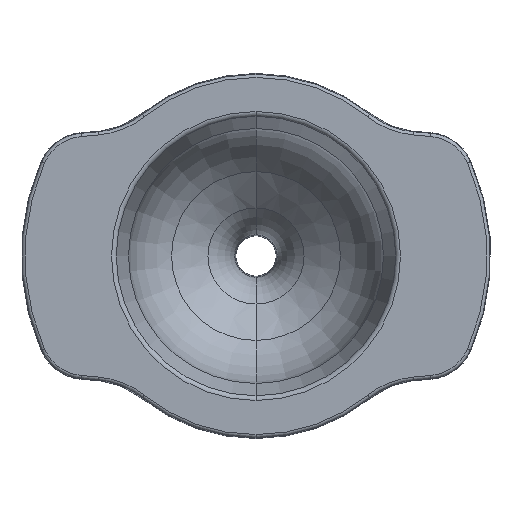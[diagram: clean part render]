
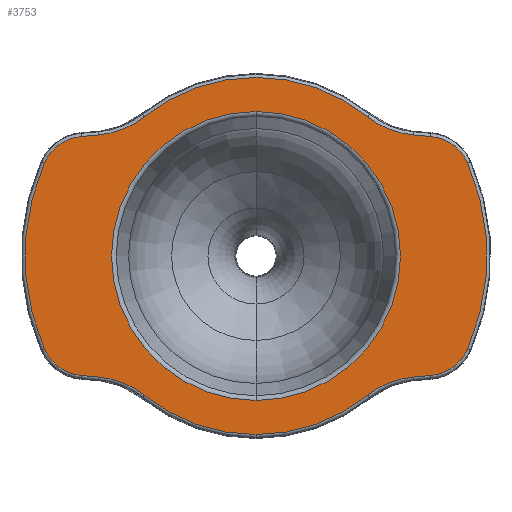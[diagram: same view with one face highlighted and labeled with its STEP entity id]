
A CAD part, left-side view. The second image highlights one B-rep face of the part: STEP entity #3753.
In plain terms, the highlighted planar face has unit normal (-1, 0, 0).
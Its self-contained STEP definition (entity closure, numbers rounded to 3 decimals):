
#108=CIRCLE('',#3894,8.94);
#113=CIRCLE('',#3901,2.751);
#115=CIRCLE('',#3904,5.249);
#119=CIRCLE('',#3909,14.301);
#121=CIRCLE('',#3912,11.051);
#125=CIRCLE('',#3917,2.751);
#127=CIRCLE('',#3920,5.249);
#134=CIRCLE('',#3930,5.249);
#136=CIRCLE('',#3933,2.751);
#141=CIRCLE('',#3939,11.051);
#143=CIRCLE('',#3942,14.301);
#147=CIRCLE('',#3947,5.249);
#149=CIRCLE('',#3950,2.751);
#263=CIRCLE('',#4153,11.051);
#264=CIRCLE('',#4154,8.94);
#539=LINE('',#7557,#793);
#542=LINE('',#7606,#796);
#543=LINE('',#7611,#797);
#545=LINE('',#7652,#799);
#793=VECTOR('',#4555,1000.);
#796=VECTOR('',#4614,1000.);
#797=VECTOR('',#4619,1000.);
#799=VECTOR('',#4673,1000.);
#1737=ORIENTED_EDGE('',*,*,#2265,.T.);
#1738=ORIENTED_EDGE('',*,*,#2260,.T.);
#1739=ORIENTED_EDGE('',*,*,#2267,.T.);
#1740=ORIENTED_EDGE('',*,*,#2273,.T.);
#1741=ORIENTED_EDGE('',*,*,#2536,.T.);
#1742=ORIENTED_EDGE('',*,*,#2279,.T.);
#1743=ORIENTED_EDGE('',*,*,#2286,.T.);
#1744=ORIENTED_EDGE('',*,*,#2292,.T.);
#1745=ORIENTED_EDGE('',*,*,#2299,.T.);
#1746=ORIENTED_EDGE('',*,*,#2305,.T.);
#1747=ORIENTED_EDGE('',*,*,#2307,.T.);
#1748=ORIENTED_EDGE('',*,*,#2303,.T.);
#1749=ORIENTED_EDGE('',*,*,#2297,.T.);
#1750=ORIENTED_EDGE('',*,*,#2290,.T.);
#1751=ORIENTED_EDGE('',*,*,#2284,.T.);
#1752=ORIENTED_EDGE('',*,*,#2277,.T.);
#1753=ORIENTED_EDGE('',*,*,#2271,.T.);
#1754=ORIENTED_EDGE('',*,*,#2537,.T.);
#1755=ORIENTED_EDGE('',*,*,#2258,.T.);
#2258=EDGE_CURVE('',#2738,#2740,#108,.T.);
#2260=EDGE_CURVE('',#2743,#2742,#539,.T.);
#2265=EDGE_CURVE('',#2745,#2743,#113,.T.);
#2267=EDGE_CURVE('',#2742,#2748,#115,.T.);
#2271=EDGE_CURVE('',#2749,#2745,#119,.T.);
#2273=EDGE_CURVE('',#2748,#2751,#121,.T.);
#2277=EDGE_CURVE('',#2753,#2749,#125,.T.);
#2279=EDGE_CURVE('',#2757,#2756,#127,.T.);
#2284=EDGE_CURVE('',#2759,#2753,#542,.T.);
#2286=EDGE_CURVE('',#2756,#2762,#543,.T.);
#2290=EDGE_CURVE('',#2763,#2759,#134,.T.);
#2292=EDGE_CURVE('',#2762,#2766,#136,.T.);
#2297=EDGE_CURVE('',#2767,#2763,#141,.T.);
#2299=EDGE_CURVE('',#2766,#2771,#143,.T.);
#2303=EDGE_CURVE('',#2772,#2767,#147,.T.);
#2305=EDGE_CURVE('',#2771,#2775,#149,.T.);
#2307=EDGE_CURVE('',#2775,#2772,#545,.T.);
#2536=EDGE_CURVE('',#2751,#2757,#263,.T.);
#2537=EDGE_CURVE('',#2740,#2738,#264,.T.);
#2738=VERTEX_POINT('',#7547);
#2740=VERTEX_POINT('',#7551);
#2742=VERTEX_POINT('',#7556);
#2743=VERTEX_POINT('',#7558);
#2745=VERTEX_POINT('',#7564);
#2748=VERTEX_POINT('',#7571);
#2749=VERTEX_POINT('',#7576);
#2751=VERTEX_POINT('',#7582);
#2753=VERTEX_POINT('',#7588);
#2756=VERTEX_POINT('',#7595);
#2757=VERTEX_POINT('',#7597);
#2759=VERTEX_POINT('',#7603);
#2762=VERTEX_POINT('',#7610);
#2763=VERTEX_POINT('',#7615);
#2766=VERTEX_POINT('',#7622);
#2767=VERTEX_POINT('',#7627);
#2771=VERTEX_POINT('',#7636);
#2772=VERTEX_POINT('',#7641);
#2775=VERTEX_POINT('',#7648);
#3191=EDGE_LOOP('',(#1737,#1738,#1739,#1740,#1741,#1742,#1743,#1744,#1745,
#1746,#1747,#1748,#1749,#1750,#1751,#1752,#1753));
#3192=EDGE_LOOP('',(#1754,#1755));
#3439=FACE_BOUND('',#3191,.T.);
#3440=FACE_BOUND('',#3192,.T.);
#3556=PLANE('',#4152);
#3753=ADVANCED_FACE('',(#3439,#3440),#3556,.F.);
#3894=AXIS2_PLACEMENT_3D('',#7552,#4549,#4550);
#3901=AXIS2_PLACEMENT_3D('',#7567,#4565,#4566);
#3904=AXIS2_PLACEMENT_3D('',#7572,#4571,#4572);
#3909=AXIS2_PLACEMENT_3D('',#7579,#4581,#4582);
#3912=AXIS2_PLACEMENT_3D('',#7584,#4587,#4588);
#3917=AXIS2_PLACEMENT_3D('',#7591,#4597,#4598);
#3920=AXIS2_PLACEMENT_3D('',#7596,#4603,#4604);
#3930=AXIS2_PLACEMENT_3D('',#7618,#4627,#4628);
#3933=AXIS2_PLACEMENT_3D('',#7623,#4633,#4634);
#3939=AXIS2_PLACEMENT_3D('',#7632,#4645,#4646);
#3942=AXIS2_PLACEMENT_3D('',#7637,#4651,#4652);
#3947=AXIS2_PLACEMENT_3D('',#7644,#4661,#4662);
#3950=AXIS2_PLACEMENT_3D('',#7649,#4667,#4668);
#4152=AXIS2_PLACEMENT_3D('',#8161,#5172,#5173);
#4153=AXIS2_PLACEMENT_3D('',#8162,#5174,#5175);
#4154=AXIS2_PLACEMENT_3D('',#8163,#5176,#5177);
#4549=DIRECTION('',(1.,0.,0.));
#4550=DIRECTION('',(0.,0.,-1.));
#4555=DIRECTION('',(0.,-0.996,-0.087));
#4565=DIRECTION('',(-1.,0.,0.));
#4566=DIRECTION('',(0.,0.,-1.));
#4571=DIRECTION('',(1.,0.,0.));
#4572=DIRECTION('',(0.,0.,-1.));
#4581=DIRECTION('',(-1.,0.,0.));
#4582=DIRECTION('',(0.,0.,-1.));
#4587=DIRECTION('',(-1.,0.,0.));
#4588=DIRECTION('',(0.,0.,-1.));
#4597=DIRECTION('',(-1.,0.,0.));
#4598=DIRECTION('',(0.,0.,-1.));
#4603=DIRECTION('',(1.,0.,0.));
#4604=DIRECTION('',(0.,0.,-1.));
#4614=DIRECTION('',(0.,0.996,-0.087));
#4619=DIRECTION('',(0.,-0.996,0.087));
#4627=DIRECTION('',(1.,0.,0.));
#4628=DIRECTION('',(0.,0.,-1.));
#4633=DIRECTION('',(-1.,0.,0.));
#4634=DIRECTION('',(0.,0.,-1.));
#4645=DIRECTION('',(-1.,0.,0.));
#4646=DIRECTION('',(0.,0.,-1.));
#4651=DIRECTION('',(-1.,0.,0.));
#4652=DIRECTION('',(0.,0.,-1.));
#4661=DIRECTION('',(1.,0.,0.));
#4662=DIRECTION('',(0.,0.,-1.));
#4667=DIRECTION('',(-1.,0.,0.));
#4668=DIRECTION('',(0.,0.,-1.));
#4673=DIRECTION('',(0.,0.996,0.087));
#5172=DIRECTION('',(1.,0.,0.));
#5173=DIRECTION('',(0.,0.,-1.));
#5174=DIRECTION('',(-1.,0.,0.));
#5175=DIRECTION('',(0.,0.,-1.));
#5176=DIRECTION('',(1.,0.,0.));
#5177=DIRECTION('',(0.,0.,-1.));
#7547=CARTESIAN_POINT('',(0.,0.,8.94));
#7551=CARTESIAN_POINT('',(0.,0.,-8.94));
#7552=CARTESIAN_POINT('',(0.,0.,0.));
#7556=CARTESIAN_POINT('',(0.,9.735,-7.491));
#7557=CARTESIAN_POINT('',(0.,15.61,-6.977));
#7558=CARTESIAN_POINT('',(0.,10.81,-7.397));
#7564=CARTESIAN_POINT('',(0.,13.087,-5.766));
#7567=CARTESIAN_POINT('',(0.,10.57,-4.656));
#7571=CARTESIAN_POINT('',(0.,6.911,-8.624));
#7572=CARTESIAN_POINT('',(0.,10.193,-12.72));
#7576=CARTESIAN_POINT('',(0.,13.087,5.766));
#7579=CARTESIAN_POINT('',(0.,0.,0.));
#7582=CARTESIAN_POINT('',(0.,0.,-11.051));
#7584=CARTESIAN_POINT('',(0.,0.,0.));
#7588=CARTESIAN_POINT('',(0.,10.81,7.397));
#7591=CARTESIAN_POINT('',(0.,10.57,4.656));
#7595=CARTESIAN_POINT('',(0.,-9.735,-7.491));
#7596=CARTESIAN_POINT('',(0.,-10.193,-12.72));
#7597=CARTESIAN_POINT('',(0.,-6.911,-8.624));
#7603=CARTESIAN_POINT('',(0.,9.735,7.491));
#7606=CARTESIAN_POINT('',(0.,15.61,6.977));
#7610=CARTESIAN_POINT('',(0.,-10.81,-7.397));
#7611=CARTESIAN_POINT('',(0.,14.162,-9.582));
#7615=CARTESIAN_POINT('',(0.,6.911,8.624));
#7618=CARTESIAN_POINT('',(0.,10.193,12.72));
#7622=CARTESIAN_POINT('',(0.,-13.087,-5.766));
#7623=CARTESIAN_POINT('',(0.,-10.57,-4.656));
#7627=CARTESIAN_POINT('',(0.,-6.911,8.624));
#7632=CARTESIAN_POINT('',(0.,0.,0.));
#7636=CARTESIAN_POINT('',(0.,-13.087,5.766));
#7637=CARTESIAN_POINT('',(0.,0.,0.));
#7641=CARTESIAN_POINT('',(0.,-9.735,7.491));
#7644=CARTESIAN_POINT('',(0.,-10.193,12.72));
#7648=CARTESIAN_POINT('',(0.,-10.81,7.397));
#7649=CARTESIAN_POINT('',(0.,-10.57,4.656));
#7652=CARTESIAN_POINT('',(0.,14.162,9.582));
#8161=CARTESIAN_POINT('',(0.,15.,0.));
#8162=CARTESIAN_POINT('',(0.,0.,0.));
#8163=CARTESIAN_POINT('',(0.,0.,0.));
